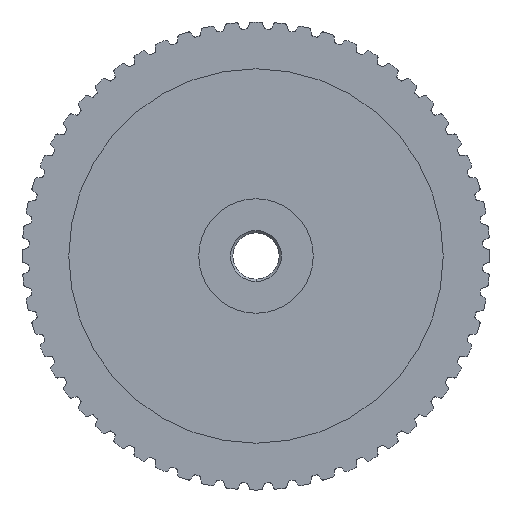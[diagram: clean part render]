
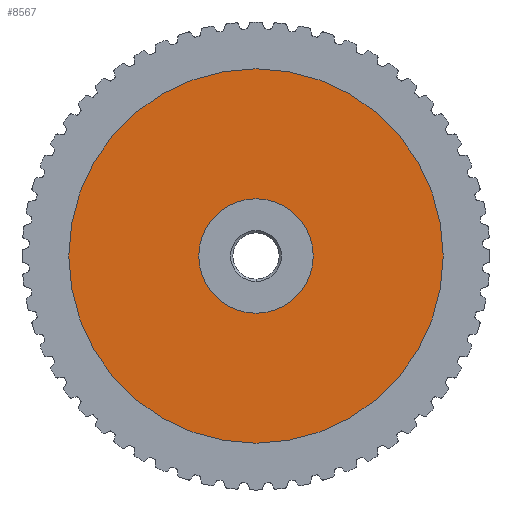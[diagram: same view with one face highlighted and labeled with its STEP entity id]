
A CAD part, left-side view. The second image highlights one B-rep face of the part: STEP entity #8567.
In plain terms, the highlighted planar face has unit normal (-1, 0, 0).
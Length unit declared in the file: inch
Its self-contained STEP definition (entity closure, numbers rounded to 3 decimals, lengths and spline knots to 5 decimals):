
#113 = ORIENTED_EDGE ( 'NONE', *, *, #19124, .T. ) ;
#433 = AXIS2_PLACEMENT_3D ( 'NONE', #11539, #1755, #13137 ) ;
#997 = CARTESIAN_POINT ( 'NONE',  ( 0.14, 0., 0. ) ) ;
#1313 = EDGE_CURVE ( 'NONE', #17176, #3233, #16316, .T. ) ;
#1541 = CIRCLE ( 'NONE', #8099, 1.52 ) ;
#1755 = DIRECTION ( 'NONE',  ( -1., 0., 0. ) ) ;
#2046 = EDGE_LOOP ( 'NONE', ( #113, #16573 ) ) ;
#2621 = DIRECTION ( 'NONE',  ( 0., 0., 1. ) ) ;
#2768 = VERTEX_POINT ( 'NONE', #9352 ) ;
#3233 = VERTEX_POINT ( 'NONE', #11149 ) ;
#3397 = CARTESIAN_POINT ( 'NONE',  ( 0.14, 0., 0. ) ) ;
#4322 = CARTESIAN_POINT ( 'NONE',  ( 0.14, 0., 1.52 ) ) ;
#4475 = DIRECTION ( 'NONE',  ( -1., 0., 0. ) ) ;
#4755 = FACE_BOUND ( 'NONE', #18165, .T. ) ;
#5044 = DIRECTION ( 'NONE',  ( 0., 0., 1. ) ) ;
#6525 = EDGE_CURVE ( 'NONE', #3233, #17176, #12187, .T. ) ;
#6569 = AXIS2_PLACEMENT_3D ( 'NONE', #3397, #14742, #5044 ) ;
#7362 = CARTESIAN_POINT ( 'NONE',  ( 0.14, 0., 0. ) ) ;
#8099 = AXIS2_PLACEMENT_3D ( 'NONE', #14187, #4475, #15814 ) ;
#8567 = ADVANCED_FACE ( 'NONE', ( #4755, #9107 ), #13779, .F. ) ;
#9013 = DIRECTION ( 'NONE',  ( 0., 0., -1. ) ) ;
#9107 = FACE_OUTER_BOUND ( 'NONE', #2046, .T. ) ;
#9352 = CARTESIAN_POINT ( 'NONE',  ( 0.14, 0., -1.52 ) ) ;
#10770 = AXIS2_PLACEMENT_3D ( 'NONE', #997, #12392, #2621 ) ;
#10990 = CARTESIAN_POINT ( 'NONE',  ( 0.14, 0., 0.465 ) ) ;
#11149 = CARTESIAN_POINT ( 'NONE',  ( 0.14, 0., -0.465 ) ) ;
#11539 = CARTESIAN_POINT ( 'NONE',  ( 0.14, 0., 0. ) ) ;
#12187 = CIRCLE ( 'NONE', #10770, 0.465 ) ;
#12392 = DIRECTION ( 'NONE',  ( -1., 0., 0. ) ) ;
#13137 = DIRECTION ( 'NONE',  ( 0., 0., 1. ) ) ;
#13779 = PLANE ( 'NONE',  #17673 ) ;
#14119 = VERTEX_POINT ( 'NONE', #4322 ) ;
#14187 = CARTESIAN_POINT ( 'NONE',  ( 0.14, 0., 0. ) ) ;
#14236 = CIRCLE ( 'NONE', #6569, 1.52 ) ;
#14742 = DIRECTION ( 'NONE',  ( -1., 0., 0. ) ) ;
#15814 = DIRECTION ( 'NONE',  ( 0., 0., 1. ) ) ;
#16316 = CIRCLE ( 'NONE', #433, 0.465 ) ;
#16573 = ORIENTED_EDGE ( 'NONE', *, *, #18901, .T. ) ;
#16774 = ORIENTED_EDGE ( 'NONE', *, *, #1313, .F. ) ;
#17176 = VERTEX_POINT ( 'NONE', #10990 ) ;
#17673 = AXIS2_PLACEMENT_3D ( 'NONE', #7362, #18662, #9013 ) ;
#18165 = EDGE_LOOP ( 'NONE', ( #16774, #19479 ) ) ;
#18662 = DIRECTION ( 'NONE',  ( 1., 0., 0. ) ) ;
#18901 = EDGE_CURVE ( 'NONE', #2768, #14119, #1541, .T. ) ;
#19124 = EDGE_CURVE ( 'NONE', #14119, #2768, #14236, .T. ) ;
#19479 = ORIENTED_EDGE ( 'NONE', *, *, #6525, .F. ) ;
